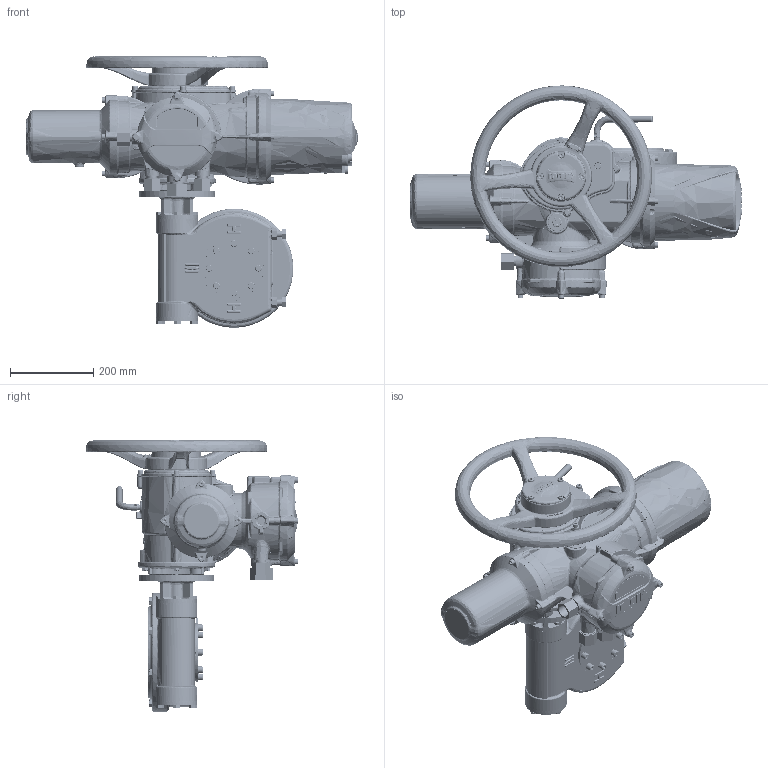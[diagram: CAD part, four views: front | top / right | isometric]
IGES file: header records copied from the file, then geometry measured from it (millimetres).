
Start section: C
Global section: file name: II2THWIW5STD-4.igs; native system: By Siemens PLM Incorporated; preprocessor: XPlus GENERIC/IGES 20.0.26; author: Author; organization: Title; date: 20200403.105553; units: millimetre
Bounding box: 795.75 x 510.17 x 650.63 mm (x, y, z)
Surface area: 2453233 mm2 (no closed solid volume)
Topology: 0 solids, 0 shells, 8769 faces, 49052 edges, 48673 vertices
Faces by surface type: bspline 8769
